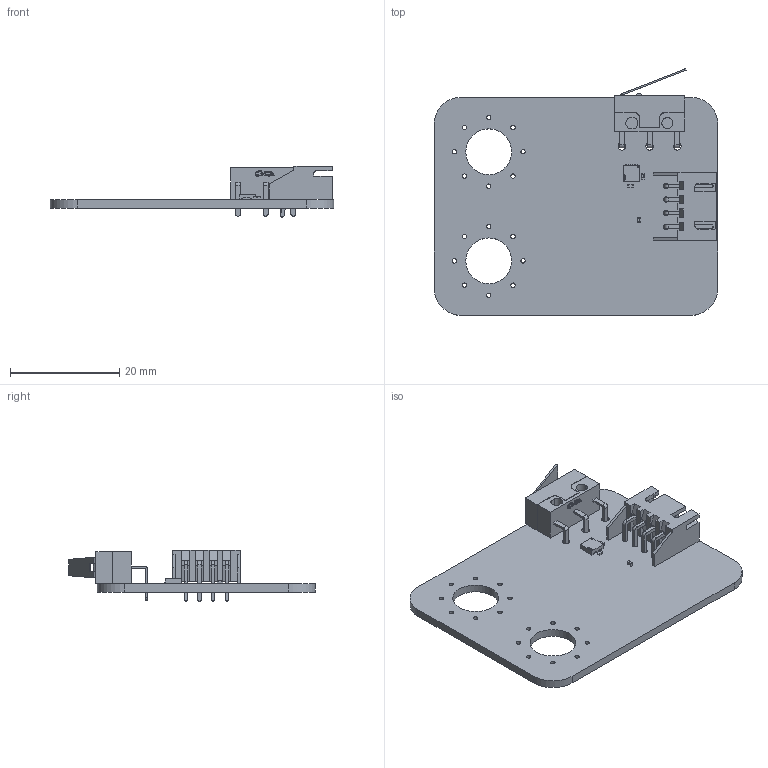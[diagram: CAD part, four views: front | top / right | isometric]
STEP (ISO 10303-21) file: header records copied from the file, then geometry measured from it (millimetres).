
FILE_DESCRIPTION(('KiCad electronic assembly'),'2;1');
FILE_NAME('endstop-switch.step','2025-08-07T12:09:33',('Pcbnew'),( 'Kicad'),'Open CASCADE STEP processor 7.9','KiCad to STEP converter' ,'Unknown');
FILE_SCHEMA(('AUTOMOTIVE_DESIGN { 1 0 10303 214 1 1 1 1 }'));
Length unit declared in the file: millimetre
Products named in the file (7): endstop-switch 1; JST_XH_S4B-XH-A_1x04_P2.50mm_Horizontal; DFN-8_L3.0-W3.0-H0.9-P0.65; SW-TH_D2F-L-A; C_0402_1005Metric; R_0402_1005Metric; endstop-switch_PCB
Assembly tree (7 placements, depth 2):
  endstop-switch 1
    JST_XH_S4B-XH-A_1x04_P2.50mm_Horizontal
    DFN-8_L3.0-W3.0-H0.9-P0.65
    SW-TH_D2F-L-A
    C_0402_1005Metric  x2
    R_0402_1005Metric
    endstop-switch_PCB
Bounding box: 52 x 45.25 x 9.5 mm (x, y, z)
Volume: 3669.9 mm3; surface area: 5751.8 mm2
Topology: 8 solids, 8 shells, 953 faces, 2592 edges, 1718 vertices
Faces by surface type: plane 623, bspline 210, cylinder 120
Full cylindrical faces by diameter (mm): 0.8 x16, 0.95 x4, 1.4 x3, 8.4 x2
Entity records: 36737 total; most frequent: CARTESIAN_POINT 8557, ORIENTED_EDGE 5040, DIRECTION 3738, EDGE_CURVE 2520, LINE 1876, VECTOR 1876, VERTEX_POINT 1670, FACE_BOUND 1040
